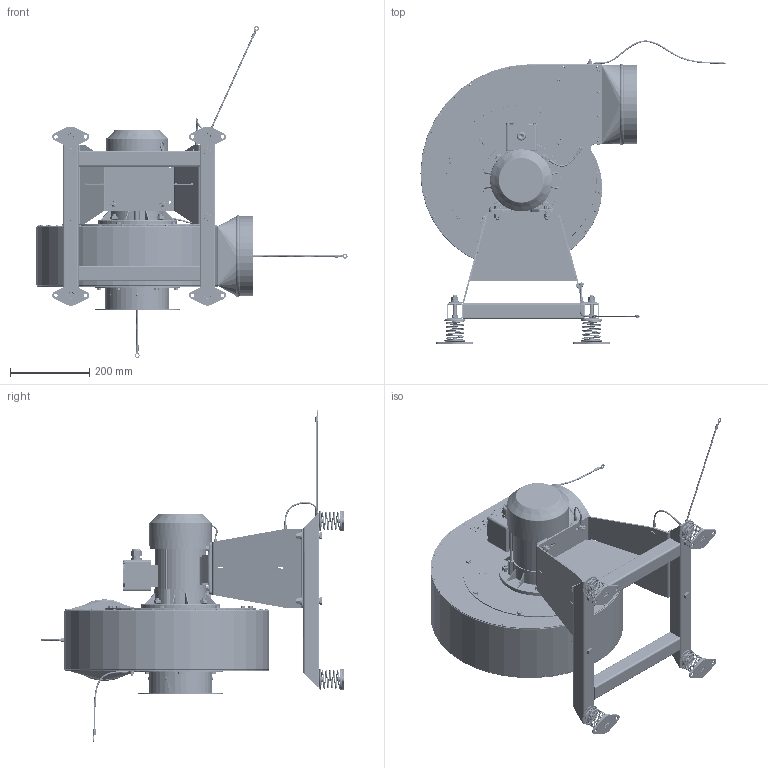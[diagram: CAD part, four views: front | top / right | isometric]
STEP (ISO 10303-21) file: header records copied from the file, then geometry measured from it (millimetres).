
FILE_DESCRIPTION(/* description */ ('888W22 WPA-7-S-N/Ex','CAx-IF Rec.Pracs.---Representation and Presentation of Product Manufacturing Information (PMI)---4.0---2014-10-13'),/* implementation_level */ '2;1');
FILE_NAME(/* name */ '888W22 WPA-7-S-N_Ex.stp',/* time_stamp */ '2022-05-10T08:00:51+02:00',/* author */ ('b.kitowicz'),/* organization */ ('KLIMAWENT S.A.'),/* preprocessor_version */ 'ST-DEVELOPER v18.1',/* originating_system */ 'Autodesk Inventor 2021',/* authorisation */ '');
FILE_SCHEMA (('AP242_MANAGED_MODEL_BASED_3D_ENGINEERING_MIM_LF { 1 0 10303 442 1 1 4 }'));
Products named in the file (1): ~~
Bounding box: 784.88 x 764.44 x 837.6 mm (x, y, z)
Volume: 6101784.7 mm3; surface area: 2691597.5 mm2
Topology: 39 solids, 39 shells, 7780 faces, 19476 edges, 12555 vertices
Faces by surface type: plane 3960, cylinder 1853, bspline 1255, cone 376, torus 315, sphere 21
Full cylindrical faces by diameter (mm): 2 x105, 2.3 x2, 3 x28, 3.2 x82, 3.3 x2, 3.4 x14, 3.5 x33, 4 x19, 4.3 x8, 4.5 x12, 4.8 x3, 4.917 x1, 5.5 x12, 6 x49, 6.1 x3, 6.3 x1, 6.4 x4, 6.5 x100, 6.65 x3, 7 x21, 7.92 x14, 8 x32, 8.4 x9, 8.5 x3, 8.88 x15, 9 x8, 10 x20, 10.5 x5, 11 x12, 11.63 x8
Entity records: 261818 total; most frequent: CARTESIAN_POINT 72137, ORIENTED_EDGE 38928, DIRECTION 35554, EDGE_CURVE 19464, AXIS2_PLACEMENT_3D 12683, VERTEX_POINT 12583, LINE 10188, VECTOR 10188
